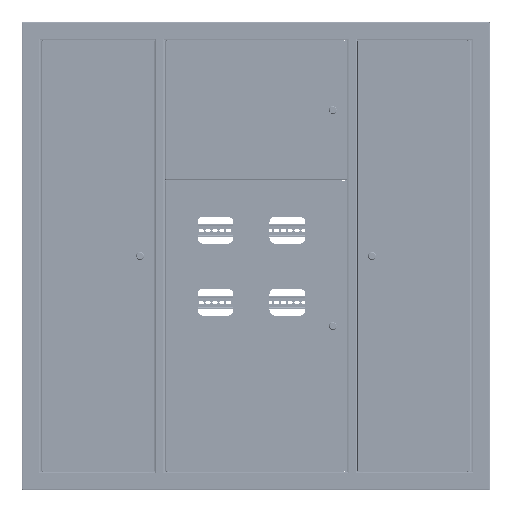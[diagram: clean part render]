
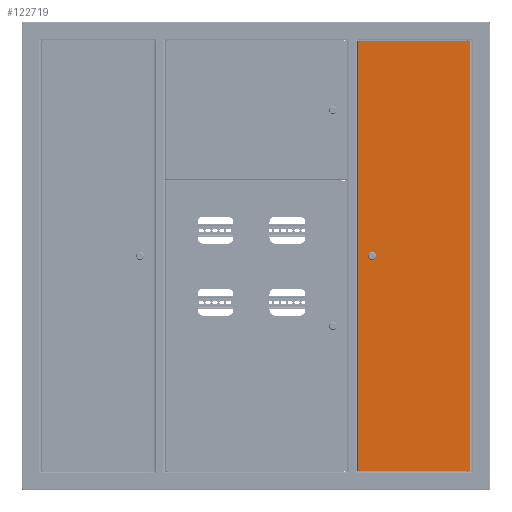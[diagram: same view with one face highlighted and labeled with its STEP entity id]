
A CAD part, top view. The second image highlights one B-rep face of the part: STEP entity #122719.
In plain terms, the highlighted planar face has unit normal (0, 0, 1).
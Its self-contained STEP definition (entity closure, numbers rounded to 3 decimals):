
#2535 = DIRECTION ( 'NONE',  ( -1., 0., 0. ) ) ;
#2820 = VERTEX_POINT ( 'NONE', #98873 ) ;
#3462 = CARTESIAN_POINT ( 'NONE',  ( 0., 315.7, 0. ) ) ;
#3744 = ORIENTED_EDGE ( 'NONE', *, *, #107279, .T. ) ;
#4571 = CARTESIAN_POINT ( 'NONE',  ( 601.849, 31.5, 0. ) ) ;
#6879 = AXIS2_PLACEMENT_3D ( 'NONE', #3462, #13702, #43235 ) ;
#7287 = LINE ( 'NONE', #66268, #34512 ) ;
#7360 = DIRECTION ( 'NONE',  ( 0., 0., 1. ) ) ;
#8301 = CARTESIAN_POINT ( 'NONE',  ( 594.551, 31.5, 0. ) ) ;
#8675 = VECTOR ( 'NONE', #82428, 1000. ) ;
#8983 = EDGE_LOOP ( 'NONE', ( #3744, #104707, #114509, #114988 ) ) ;
#11508 = VERTEX_POINT ( 'NONE', #13307 ) ;
#12037 = EDGE_CURVE ( 'NONE', #33765, #34289, #59612, .T. ) ;
#12780 = CARTESIAN_POINT ( 'NONE',  ( 1194.993, 314., 0. ) ) ;
#13307 = CARTESIAN_POINT ( 'NONE',  ( 1194.7, 1.7, 0. ) ) ;
#13655 = VECTOR ( 'NONE', #80873, 1000. ) ;
#13702 = DIRECTION ( 'NONE',  ( 0., 0., -1. ) ) ;
#26599 = VERTEX_POINT ( 'NONE', #106766 ) ;
#29966 = EDGE_CURVE ( 'NONE', #34289, #83894, #118020, .T. ) ;
#31059 = VERTEX_POINT ( 'NONE', #108065 ) ;
#31144 = VERTEX_POINT ( 'NONE', #31706 ) ;
#31706 = CARTESIAN_POINT ( 'NONE',  ( 1194.7, 314., 0. ) ) ;
#33765 = VERTEX_POINT ( 'NONE', #118167 ) ;
#34289 = VERTEX_POINT ( 'NONE', #84586 ) ;
#34419 = AXIS2_PLACEMENT_3D ( 'NONE', #41645, #90379, #98698 ) ;
#34512 = VECTOR ( 'NONE', #63742, 1000. ) ;
#36822 = VERTEX_POINT ( 'NONE', #8301 ) ;
#37637 = EDGE_CURVE ( 'NONE', #83894, #26599, #53585, .T. ) ;
#41645 = CARTESIAN_POINT ( 'NONE',  ( 598.2, 40., 0. ) ) ;
#43235 = DIRECTION ( 'NONE',  ( -1., 0., 0. ) ) ;
#46322 = ORIENTED_EDGE ( 'NONE', *, *, #12037, .F. ) ;
#46478 = DIRECTION ( 'NONE',  ( 1., 0., 0. ) ) ;
#52674 = LINE ( 'NONE', #4571, #13655 ) ;
#52678 = EDGE_CURVE ( 'NONE', #11508, #31144, #96289, .T. ) ;
#53585 = LINE ( 'NONE', #92668, #8675 ) ;
#56092 = VECTOR ( 'NONE', #64925, 1000. ) ;
#59046 = CIRCLE ( 'NONE', #34419, 9.25 ) ;
#59612 = CIRCLE ( 'NONE', #90295, 9.25 ) ;
#59744 = EDGE_CURVE ( 'NONE', #26599, #36822, #59046, .T. ) ;
#60211 = EDGE_CURVE ( 'NONE', #2820, #31059, #7287, .T. ) ;
#60847 = EDGE_CURVE ( 'NONE', #31144, #2820, #101270, .T. ) ;
#63742 = DIRECTION ( 'NONE',  ( 0., -1., 0. ) ) ;
#64925 = DIRECTION ( 'NONE',  ( 0., 1., 0. ) ) ;
#66268 = CARTESIAN_POINT ( 'NONE',  ( 1.7, 314.293, 0. ) ) ;
#66709 = DIRECTION ( 'NONE',  ( 1., 0., 0. ) ) ;
#72697 = PLANE ( 'NONE',  #6879 ) ;
#74537 = CARTESIAN_POINT ( 'NONE',  ( 1194.7, 0., 0. ) ) ;
#75714 = CARTESIAN_POINT ( 'NONE',  ( 1.7, 1.7, 0. ) ) ;
#77010 = DIRECTION ( 'NONE',  ( 0., 0., 1. ) ) ;
#80873 = DIRECTION ( 'NONE',  ( 1., 0., 0. ) ) ;
#82428 = DIRECTION ( 'NONE',  ( -1., 0., 0. ) ) ;
#83894 = VERTEX_POINT ( 'NONE', #86011 ) ;
#84586 = CARTESIAN_POINT ( 'NONE',  ( 607.45, 40., 0. ) ) ;
#86011 = CARTESIAN_POINT ( 'NONE',  ( 601.849, 48.5, 0. ) ) ;
#87923 = DIRECTION ( 'NONE',  ( 1., 0., 0. ) ) ;
#90295 = AXIS2_PLACEMENT_3D ( 'NONE', #95194, #7360, #46478 ) ;
#90379 = DIRECTION ( 'NONE',  ( 0., 0., 1. ) ) ;
#91309 = FACE_OUTER_BOUND ( 'NONE', #8983, .T. ) ;
#92668 = CARTESIAN_POINT ( 'NONE',  ( 601.849, 48.5, 0. ) ) ;
#92869 = VECTOR ( 'NONE', #66709, 1000. ) ;
#95194 = CARTESIAN_POINT ( 'NONE',  ( 598.2, 40., 0. ) ) ;
#96289 = LINE ( 'NONE', #74537, #56092 ) ;
#98698 = DIRECTION ( 'NONE',  ( 1., 0., 0. ) ) ;
#98873 = CARTESIAN_POINT ( 'NONE',  ( 1.7, 314., 0. ) ) ;
#101270 = LINE ( 'NONE', #12780, #124746 ) ;
#101392 = ORIENTED_EDGE ( 'NONE', *, *, #29966, .F. ) ;
#103457 = FACE_BOUND ( 'NONE', #112542, .T. ) ;
#104707 = ORIENTED_EDGE ( 'NONE', *, *, #52678, .T. ) ;
#105833 = ORIENTED_EDGE ( 'NONE', *, *, #37637, .F. ) ;
#106766 = CARTESIAN_POINT ( 'NONE',  ( 594.551, 48.5, 0. ) ) ;
#107279 = EDGE_CURVE ( 'NONE', #31059, #11508, #107695, .T. ) ;
#107695 = LINE ( 'NONE', #75714, #92869 ) ;
#108065 = CARTESIAN_POINT ( 'NONE',  ( 1.7, 1.7, 0. ) ) ;
#110772 = EDGE_CURVE ( 'NONE', #36822, #33765, #52674, .T. ) ;
#112542 = EDGE_LOOP ( 'NONE', ( #105833, #101392, #46322, #120602, #122650 ) ) ;
#114509 = ORIENTED_EDGE ( 'NONE', *, *, #60847, .T. ) ;
#114988 = ORIENTED_EDGE ( 'NONE', *, *, #60211, .T. ) ;
#116726 = CARTESIAN_POINT ( 'NONE',  ( 598.2, 40., 0. ) ) ;
#118020 = CIRCLE ( 'NONE', #122167, 9.25 ) ;
#118167 = CARTESIAN_POINT ( 'NONE',  ( 601.849, 31.5, 0. ) ) ;
#120602 = ORIENTED_EDGE ( 'NONE', *, *, #110772, .F. ) ;
#122167 = AXIS2_PLACEMENT_3D ( 'NONE', #116726, #77010, #87923 ) ;
#122650 = ORIENTED_EDGE ( 'NONE', *, *, #59744, .F. ) ;
#122719 = ADVANCED_FACE ( 'NONE', ( #103457, #91309 ), #72697, .F. ) ;
#124746 = VECTOR ( 'NONE', #2535, 1000. ) ;
